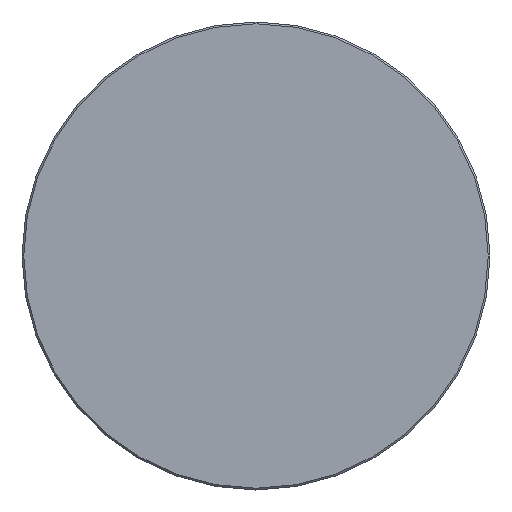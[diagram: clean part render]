
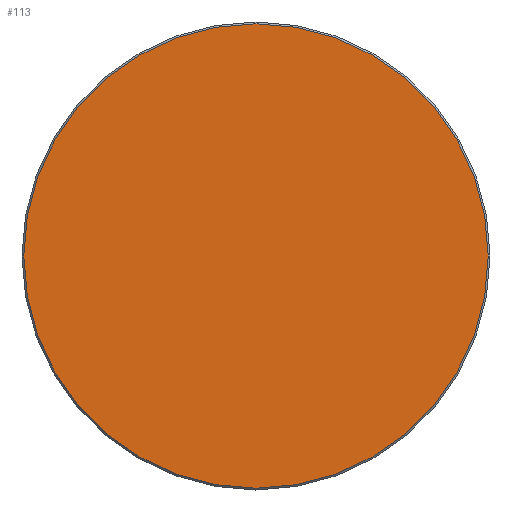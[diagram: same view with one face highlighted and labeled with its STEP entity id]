
A CAD part, left-side view. The second image highlights one B-rep face of the part: STEP entity #113.
In plain terms, the highlighted planar face has unit normal (-1, 0, 0).
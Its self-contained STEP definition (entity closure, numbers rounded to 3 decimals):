
#91 = AXIS2_PLACEMENT_3D ( 'NONE', #107, #239, #310 ) ;
#107 = CARTESIAN_POINT ( 'NONE',  ( 0., 0., 0. ) ) ;
#113 = ADVANCED_FACE ( 'NONE', ( #622 ), #169, .F. ) ;
#145 = VERTEX_POINT ( 'NONE', #542 ) ;
#162 = CIRCLE ( 'NONE', #91, 38.7 ) ;
#169 = PLANE ( 'NONE',  #442 ) ;
#239 = DIRECTION ( 'NONE',  ( -1., 0., 0. ) ) ;
#243 = EDGE_LOOP ( 'NONE', ( #909, #884 ) ) ;
#266 = CIRCLE ( 'NONE', #871, 38.7 ) ;
#276 = VERTEX_POINT ( 'NONE', #721 ) ;
#309 = DIRECTION ( 'NONE',  ( 0., 0., 1. ) ) ;
#310 = DIRECTION ( 'NONE',  ( 0., 0., 1. ) ) ;
#314 = EDGE_CURVE ( 'NONE', #145, #276, #266, .T. ) ;
#442 = AXIS2_PLACEMENT_3D ( 'NONE', #913, #840, #835 ) ;
#510 = DIRECTION ( 'NONE',  ( -1., 0., 0. ) ) ;
#532 = EDGE_CURVE ( 'NONE', #276, #145, #162, .T. ) ;
#542 = CARTESIAN_POINT ( 'NONE',  ( 0., 0., 38.7 ) ) ;
#591 = CARTESIAN_POINT ( 'NONE',  ( 0., 0., 0. ) ) ;
#622 = FACE_OUTER_BOUND ( 'NONE', #243, .T. ) ;
#721 = CARTESIAN_POINT ( 'NONE',  ( 0., 0., -38.7 ) ) ;
#835 = DIRECTION ( 'NONE',  ( 0., 0., -1. ) ) ;
#840 = DIRECTION ( 'NONE',  ( 1., 0., 0. ) ) ;
#871 = AXIS2_PLACEMENT_3D ( 'NONE', #591, #510, #309 ) ;
#884 = ORIENTED_EDGE ( 'NONE', *, *, #314, .T. ) ;
#909 = ORIENTED_EDGE ( 'NONE', *, *, #532, .T. ) ;
#913 = CARTESIAN_POINT ( 'NONE',  ( 0., 0., 0. ) ) ;
